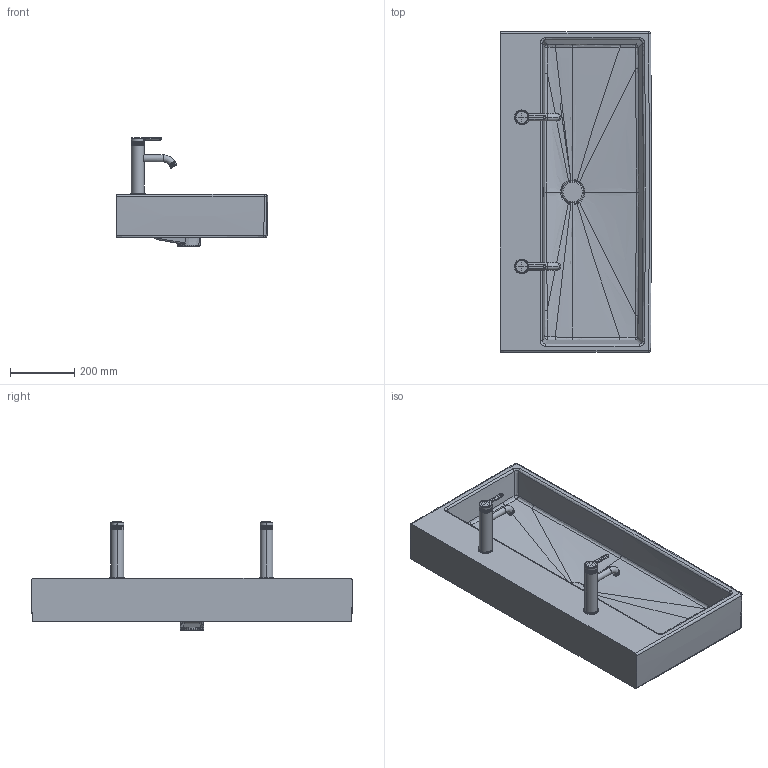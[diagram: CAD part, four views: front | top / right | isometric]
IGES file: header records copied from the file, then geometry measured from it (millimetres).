
Global section: file name: No Iges File Name specified; native system: Autodesk Inventor 2011; preprocessor: AutoDesk Inventor Iges Exporter R2011; author: Administrator; date: 20170704.103338; units: millimetre
Bounding box: 471.23 x 1000.18 x 337.45 mm (x, y, z)
Volume: 19517340.4 mm3; surface area: 1875337.1 mm2
Topology: 13 solids, 19 shells, 735 faces, 1733 edges, 1043 vertices
Faces by surface type: bspline 283, revolution 154, plane 146, cylinder 89, torus 41, cone 18, sphere 4
